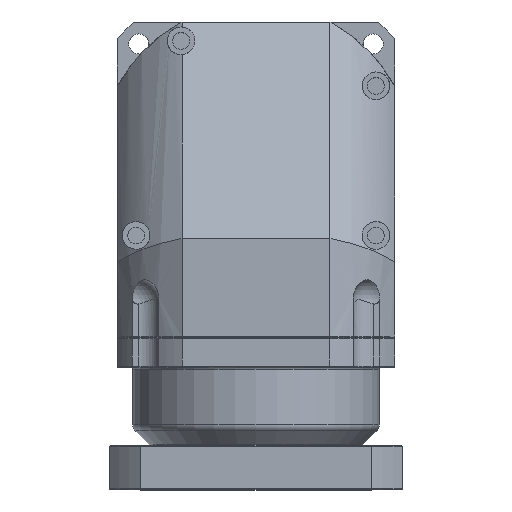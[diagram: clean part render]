
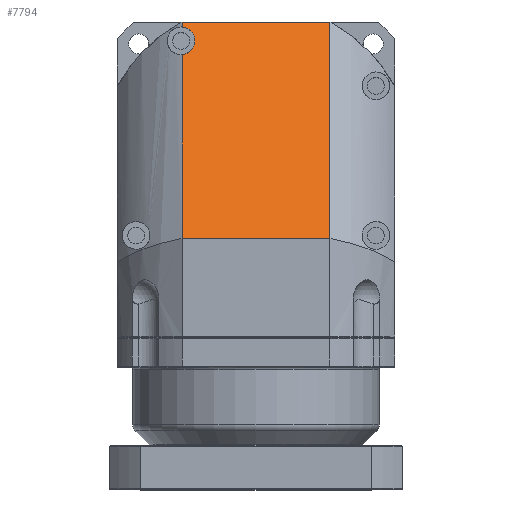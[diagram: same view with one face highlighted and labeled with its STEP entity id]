
A CAD part, top view. The second image highlights one B-rep face of the part: STEP entity #7794.
In plain terms, the highlighted face is planar.
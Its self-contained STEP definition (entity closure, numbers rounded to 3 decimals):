
#3524=CARTESIAN_POINT('',(28.,-90.,48.));
#3918=DIRECTION('',(0.,0.,-1.));
#3919=VECTOR('',#3918,96.);
#3920=CARTESIAN_POINT('',(28.,-90.,48.));
#3921=LINE('',#3920,#3919);
#3922=CARTESIAN_POINT('',(10.236,-68.83,48.));
#3923=CARTESIAN_POINT('',(10.256,-68.853,47.661));
#3924=CARTESIAN_POINT('',(10.295,-68.9,47.326));
#3925=CARTESIAN_POINT('',(10.373,-68.993,46.768));
#3926=CARTESIAN_POINT('',(10.472,-69.11,46.292));
#3927=CARTESIAN_POINT('',(10.589,-69.251,45.821));
#3928=CARTESIAN_POINT('',(10.746,-69.438,45.296));
#3929=CARTESIAN_POINT('',(10.942,-69.672,44.756));
#3930=CARTESIAN_POINT('',(11.178,-69.952,44.217));
#3931=CARTESIAN_POINT('',(11.413,-70.233,43.752));
#3932=CARTESIAN_POINT('',(11.727,-70.607,43.206));
#3933=CARTESIAN_POINT('',(12.12,-71.074,42.629));
#3934=CARTESIAN_POINT('',(12.59,-71.636,42.056));
#3935=CARTESIAN_POINT('',(13.061,-72.197,41.572));
#3936=CARTESIAN_POINT('',(13.532,-72.758,41.16));
#3937=CARTESIAN_POINT('',(14.16,-73.506,40.694));
#3938=CARTESIAN_POINT('',(14.945,-74.441,40.245));
#3939=CARTESIAN_POINT('',(15.887,-75.564,39.879));
#3940=CARTESIAN_POINT('',(16.828,-76.686,39.667));
#3941=CARTESIAN_POINT('',(17.77,-77.808,39.597));
#3942=CARTESIAN_POINT('',(18.712,-78.931,39.667));
#3943=CARTESIAN_POINT('',(19.654,-80.053,39.879));
#3944=CARTESIAN_POINT('',(20.595,-81.175,40.245));
#3945=CARTESIAN_POINT('',(21.38,-82.111,40.694));
#3946=CARTESIAN_POINT('',(22.008,-82.859,41.16));
#3947=CARTESIAN_POINT('',(22.479,-83.42,41.572));
#3948=CARTESIAN_POINT('',(22.95,-83.981,42.056));
#3949=CARTESIAN_POINT('',(23.421,-84.542,42.629));
#3950=CARTESIAN_POINT('',(23.813,-85.01,43.206));
#3951=CARTESIAN_POINT('',(24.127,-85.384,43.752));
#3952=CARTESIAN_POINT('',(24.362,-85.665,44.217));
#3953=CARTESIAN_POINT('',(24.598,-85.945,44.756));
#3954=CARTESIAN_POINT('',(24.794,-86.179,45.296));
#3955=CARTESIAN_POINT('',(24.951,-86.366,45.821));
#3956=CARTESIAN_POINT('',(25.069,-86.506,46.292));
#3957=CARTESIAN_POINT('',(25.167,-86.623,46.768));
#3958=CARTESIAN_POINT('',(25.245,-86.717,47.326));
#3959=CARTESIAN_POINT('',(25.284,-86.764,47.661));
#3960=CARTESIAN_POINT('',(25.304,-86.787,48.));
#3962=DIRECTION('',(0.643,-0.766,0.));
#3963=VECTOR('',#3962,4.194);
#3964=CARTESIAN_POINT('',(25.304,-86.787,48.));
#3965=LINE('',#3964,#3963);
#3966=DIRECTION('',(-0.643,0.766,0.));
#3967=VECTOR('',#3966,183.575);
#3968=CARTESIAN_POINT('',(28.,-90.,-48.));
#3969=LINE('',#3968,#3967);
#3970=DIRECTION('',(0.643,-0.766,0.));
#3971=VECTOR('',#3970,155.94);
#3972=CARTESIAN_POINT('',(-90.,50.627,48.));
#3973=LINE('',#3972,#3971);
#4044=CARTESIAN_POINT('',(-90.,50.627,48.));
#4717=DIRECTION('',(0.,0.,1.));
#4718=VECTOR('',#4717,96.);
#4719=CARTESIAN_POINT('',(-90.,50.627,-48.));
#4720=LINE('',#4719,#4718);
#6101=VERTEX_POINT('',#3922);
#6102=VERTEX_POINT('',#3960);
#6143=VERTEX_POINT('',#4044);
#6144=VERTEX_POINT('',#3524);
#6149=CARTESIAN_POINT('',(28.,-90.,-48.));
#6150=CARTESIAN_POINT('',(-90.,50.627,-48.));
#6151=VERTEX_POINT('',#6149);
#6152=VERTEX_POINT('',#6150);
#7776=CARTESIAN_POINT('',(28.,-90.,129.));
#7777=DIRECTION('',(0.766,0.643,0.));
#7778=DIRECTION('',(-0.643,0.766,0.));
#7779=AXIS2_PLACEMENT_3D('',#7776,#7777,#7778);
#7780=PLANE('',#7779);
#7782=ORIENTED_EDGE('',*,*,#7781,.T.);
#7784=ORIENTED_EDGE('',*,*,#7783,.T.);
#7785=ORIENTED_EDGE('',*,*,#7769,.T.);
#7787=ORIENTED_EDGE('',*,*,#7786,.T.);
#7789=ORIENTED_EDGE('',*,*,#7788,.T.);
#7791=ORIENTED_EDGE('',*,*,#7790,.T.);
#7792=EDGE_LOOP('',(#7782,#7784,#7785,#7787,#7789,#7791));
#7793=FACE_OUTER_BOUND('',#7792,.F.);
#7794=ADVANCED_FACE('',(#7793),#7780,.F.);
#3961=B_SPLINE_CURVE_WITH_KNOTS('',3,(#3922,#3923,#3924,#3925,#3926,#3927,#3928,
#3929,#3930,#3931,#3932,#3933,#3934,#3935,#3936,#3937,#3938,#3939,#3940,#3941,
#3942,#3943,#3944,#3945,#3946,#3947,#3948,#3949,#3950,#3951,#3952,#3953,#3954,
#3955,#3956,#3957,#3958,#3959,#3960),.UNSPECIFIED.,.F.,.F.,(4,1,1,1,1,1,1,1,1,1,
1,1,1,1,1,1,1,1,1,1,1,1,1,1,1,1,1,1,1,1,1,1,1,1,1,1,4),(0.,0.004,
0.008,0.016,0.023,0.031,0.047,0.063,0.078,0.094,
0.125,0.156,0.188,0.219,0.25,0.313,0.375,0.438,0.5,
0.563,0.625,0.688,0.75,0.781,0.813,0.844,0.875,0.906,
0.922,0.938,0.953,0.969,0.977,0.984,0.992,
0.996,1.),.UNSPECIFIED.);
#7769=EDGE_CURVE('',#6144,#6151,#3921,.T.);
#7781=EDGE_CURVE('',#6101,#6102,#3961,.T.);
#7783=EDGE_CURVE('',#6102,#6144,#3965,.T.);
#7786=EDGE_CURVE('',#6151,#6152,#3969,.T.);
#7788=EDGE_CURVE('',#6152,#6143,#4720,.T.);
#7790=EDGE_CURVE('',#6143,#6101,#3973,.T.);
